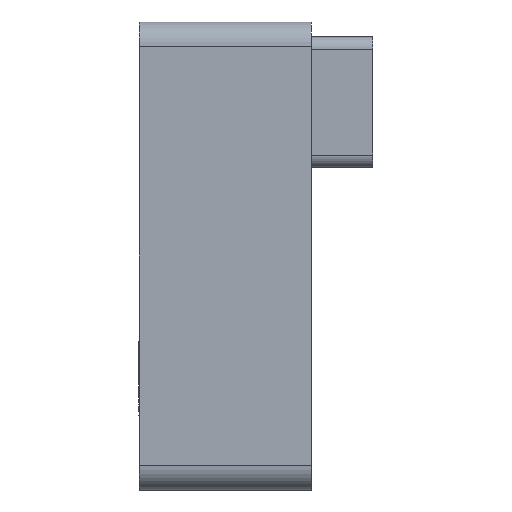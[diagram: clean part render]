
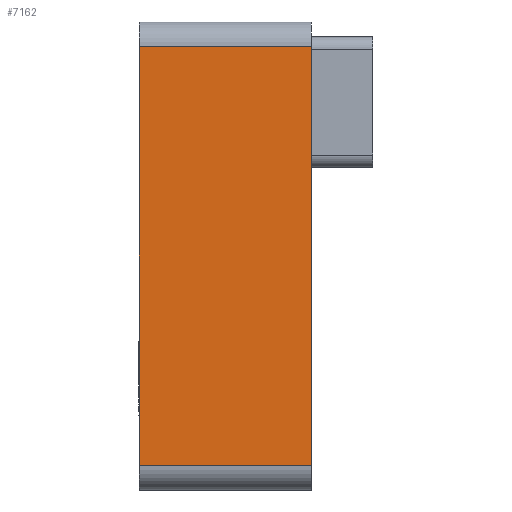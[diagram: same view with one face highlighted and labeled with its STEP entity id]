
A CAD part, front view. The second image highlights one B-rep face of the part: STEP entity #7162.
In plain terms, the highlighted planar face has unit normal (0, -1, 0).
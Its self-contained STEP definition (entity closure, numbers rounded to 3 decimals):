
#503 = VERTEX_POINT ( 'NONE', #19057 ) ;
#1450 = CARTESIAN_POINT ( 'NONE',  ( 3.5, -15.5, 8.5 ) ) ;
#1480 = LINE ( 'NONE', #5996, #1949 ) ;
#1781 = DIRECTION ( 'NONE',  ( -1., 0., 0. ) ) ;
#1949 = VECTOR ( 'NONE', #19380, 1000. ) ;
#2011 = EDGE_CURVE ( 'NONE', #14660, #503, #14535, .T. ) ;
#2043 = EDGE_LOOP ( 'NONE', ( #3507, #7495, #3866, #9943 ) ) ;
#3507 = ORIENTED_EDGE ( 'NONE', *, *, #6871, .T. ) ;
#3864 = EDGE_CURVE ( 'NONE', #503, #6441, #13323, .T. ) ;
#3866 = ORIENTED_EDGE ( 'NONE', *, *, #2011, .F. ) ;
#4784 = CARTESIAN_POINT ( 'NONE',  ( -3.5, -15.5, -8.5 ) ) ;
#5996 = CARTESIAN_POINT ( 'NONE',  ( -3.5, -15.5, 8.5 ) ) ;
#6441 = VERTEX_POINT ( 'NONE', #4784 ) ;
#6871 = EDGE_CURVE ( 'NONE', #12031, #6441, #1480, .T. ) ;
#7118 = FACE_OUTER_BOUND ( 'NONE', #2043, .T. ) ;
#7162 = ADVANCED_FACE ( 'NONE', ( #7118 ), #11410, .F. ) ;
#7495 = ORIENTED_EDGE ( 'NONE', *, *, #3864, .F. ) ;
#8839 = CARTESIAN_POINT ( 'NONE',  ( 3.5, -15.5, 8.5 ) ) ;
#9087 = CARTESIAN_POINT ( 'NONE',  ( 3.5, -15.5, -8.5 ) ) ;
#9943 = ORIENTED_EDGE ( 'NONE', *, *, #17306, .T. ) ;
#10706 = DIRECTION ( 'NONE',  ( 0., 0., -1. ) ) ;
#11410 = PLANE ( 'NONE',  #17839 ) ;
#11434 = LINE ( 'NONE', #8839, #15666 ) ;
#12031 = VERTEX_POINT ( 'NONE', #13193 ) ;
#13089 = VECTOR ( 'NONE', #16771, 1000. ) ;
#13193 = CARTESIAN_POINT ( 'NONE',  ( -3.5, -15.5, 8.5 ) ) ;
#13323 = LINE ( 'NONE', #9087, #13089 ) ;
#14406 = CARTESIAN_POINT ( 'NONE',  ( 3.5, -15.5, 8.5 ) ) ;
#14535 = LINE ( 'NONE', #1450, #16454 ) ;
#14660 = VERTEX_POINT ( 'NONE', #16962 ) ;
#15666 = VECTOR ( 'NONE', #1781, 1000. ) ;
#15989 = DIRECTION ( 'NONE',  ( 0., 0., 1. ) ) ;
#16454 = VECTOR ( 'NONE', #10706, 1000. ) ;
#16771 = DIRECTION ( 'NONE',  ( -1., 0., 0. ) ) ;
#16962 = CARTESIAN_POINT ( 'NONE',  ( 3.5, -15.5, 8.5 ) ) ;
#17306 = EDGE_CURVE ( 'NONE', #14660, #12031, #11434, .T. ) ;
#17422 = DIRECTION ( 'NONE',  ( 0., 1., 0. ) ) ;
#17839 = AXIS2_PLACEMENT_3D ( 'NONE', #14406, #17422, #15989 ) ;
#19057 = CARTESIAN_POINT ( 'NONE',  ( 3.5, -15.5, -8.5 ) ) ;
#19380 = DIRECTION ( 'NONE',  ( 0., 0., -1. ) ) ;
